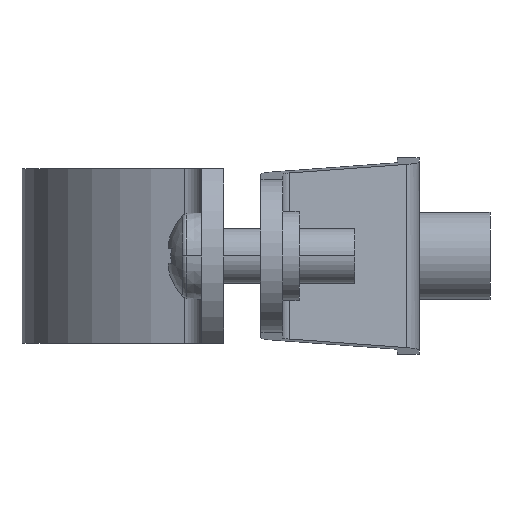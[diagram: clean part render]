
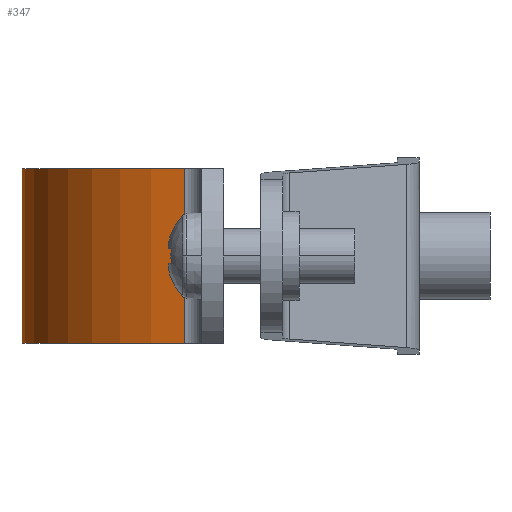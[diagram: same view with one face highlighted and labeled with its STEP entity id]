
A CAD part, left-side view. The second image highlights one B-rep face of the part: STEP entity #347.
In plain terms, the highlighted cylindrical face has radius 18 mm (diameter 36 mm), a partial arc.
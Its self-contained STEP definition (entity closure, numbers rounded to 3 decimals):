
#180 = DIRECTION ( 'NONE',  ( -1., 0., 0. ) ) ;
#194 = AXIS2_PLACEMENT_3D ( 'NONE', #207, #195, #180 ) ;
#195 = DIRECTION ( 'NONE',  ( 0., 0., 1. ) ) ;
#207 = CARTESIAN_POINT ( 'NONE',  ( 0., -1.5, -8. ) ) ;
#262 = ORIENTED_EDGE ( 'NONE', *, *, #2564, .T. ) ;
#347 = ADVANCED_FACE ( 'NONE', ( #2017 ), #2396, .T. ) ;
#415 = CIRCLE ( 'NONE', #993, 18. ) ;
#773 = EDGE_CURVE ( 'NONE', #1746, #2691, #3087, .T. ) ;
#842 = EDGE_LOOP ( 'NONE', ( #1028, #2216, #1588, #262 ) ) ;
#971 = CARTESIAN_POINT ( 'NONE',  ( 0., -1.5, 8. ) ) ;
#993 = AXIS2_PLACEMENT_3D ( 'NONE', #971, #2215, #2829 ) ;
#1028 = ORIENTED_EDGE ( 'NONE', *, *, #773, .T. ) ;
#1269 = CARTESIAN_POINT ( 'NONE',  ( -17.722, 1.65, -8. ) ) ;
#1408 = VECTOR ( 'NONE', #1880, 1000. ) ;
#1413 = LINE ( 'NONE', #2679, #1408 ) ;
#1455 = VECTOR ( 'NONE', #2226, 1000. ) ;
#1459 = LINE ( 'NONE', #3193, #1455 ) ;
#1487 = CARTESIAN_POINT ( 'NONE',  ( 0., -1.5, 8. ) ) ;
#1490 = DIRECTION ( 'NONE',  ( -1., 0., 0. ) ) ;
#1534 = CARTESIAN_POINT ( 'NONE',  ( 17.722, 1.65, 8. ) ) ;
#1588 = ORIENTED_EDGE ( 'NONE', *, *, #3171, .F. ) ;
#1687 = DIRECTION ( 'NONE',  ( 0., 0., -1. ) ) ;
#1746 = VERTEX_POINT ( 'NONE', #2883 ) ;
#1880 = DIRECTION ( 'NONE',  ( 0., 0., -1. ) ) ;
#2017 = FACE_OUTER_BOUND ( 'NONE', #842, .T. ) ;
#2215 = DIRECTION ( 'NONE',  ( 0., 0., 1. ) ) ;
#2216 = ORIENTED_EDGE ( 'NONE', *, *, #2524, .T. ) ;
#2226 = DIRECTION ( 'NONE',  ( 0., 0., 1. ) ) ;
#2396 = CYLINDRICAL_SURFACE ( 'NONE', #2661, 18. ) ;
#2417 = VERTEX_POINT ( 'NONE', #3016 ) ;
#2424 = VERTEX_POINT ( 'NONE', #1534 ) ;
#2524 = EDGE_CURVE ( 'NONE', #2691, #2417, #1459, .T. ) ;
#2564 = EDGE_CURVE ( 'NONE', #2424, #1746, #1413, .T. ) ;
#2661 = AXIS2_PLACEMENT_3D ( 'NONE', #1487, #1687, #1490 ) ;
#2679 = CARTESIAN_POINT ( 'NONE',  ( 17.722, 1.65, 8. ) ) ;
#2691 = VERTEX_POINT ( 'NONE', #1269 ) ;
#2829 = DIRECTION ( 'NONE',  ( -1., 0., 0. ) ) ;
#2883 = CARTESIAN_POINT ( 'NONE',  ( 17.722, 1.65, -8. ) ) ;
#3016 = CARTESIAN_POINT ( 'NONE',  ( -17.722, 1.65, 8. ) ) ;
#3087 = CIRCLE ( 'NONE', #194, 18. ) ;
#3171 = EDGE_CURVE ( 'NONE', #2424, #2417, #415, .T. ) ;
#3193 = CARTESIAN_POINT ( 'NONE',  ( -17.722, 1.65, 8. ) ) ;
